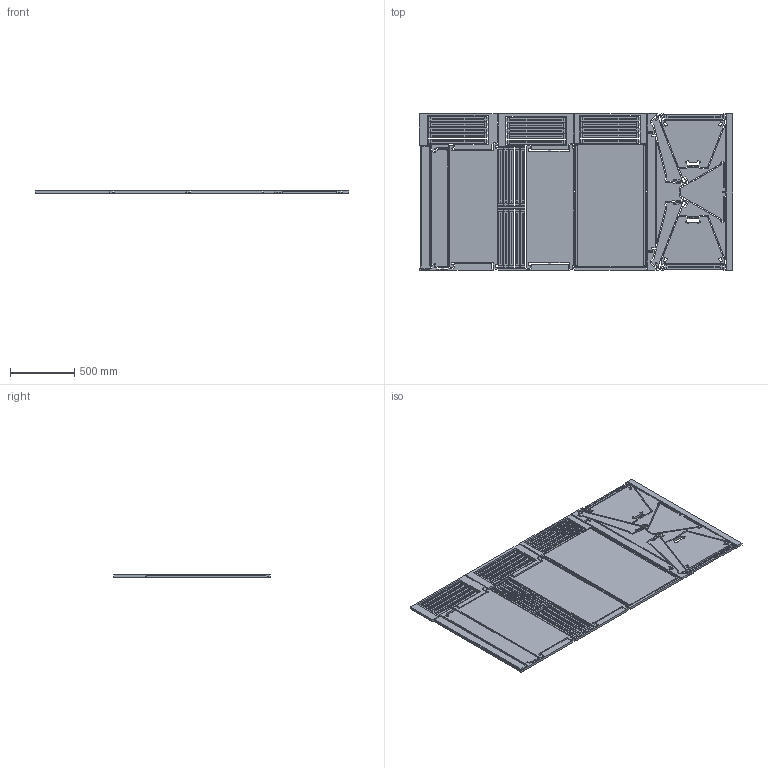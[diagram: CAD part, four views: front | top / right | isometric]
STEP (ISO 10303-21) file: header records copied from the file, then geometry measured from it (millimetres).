
FILE_DESCRIPTION(/* description */ (''),/* implementation_level */ '2;1');
FILE_NAME(/* name */ 'ECO-V1~1',/* time_stamp */ '2015-03-05T15:23:51+01:00',/* author */ (''),/* organization */ (''),/* preprocessor_version */ 'ST-DEVELOPER v14',/* originating_system */ '',/* authorisation */ '');
FILE_SCHEMA (('CONFIG_CONTROL_DESIGN'));
Length unit declared in the file: inch
Products named in the file (1): Document
Bounding box: 2438.4 x 1219.2 x 18.75 mm (x, y, z)
Volume: 47179257.6 mm3; surface area: 6656047.9 mm2
Topology: 9 solids, 9 shells, 1312 faces, 3663 edges, 2336 vertices
Faces by surface type: plane 847, bspline 465
Entity records: 37087 total; most frequent: CARTESIAN_POINT 15591, ORIENTED_EDGE 7326, EDGE_CURVE 3663, VERTEX_POINT 2336, B_SPLINE_CURVE_WITH_KNOTS 1498, EDGE_LOOP 1355, ADVANCED_FACE 1312, FACE_OUTER_BOUND 1312
